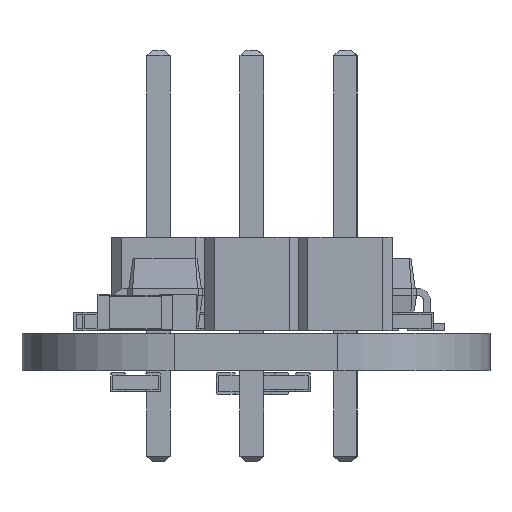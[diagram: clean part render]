
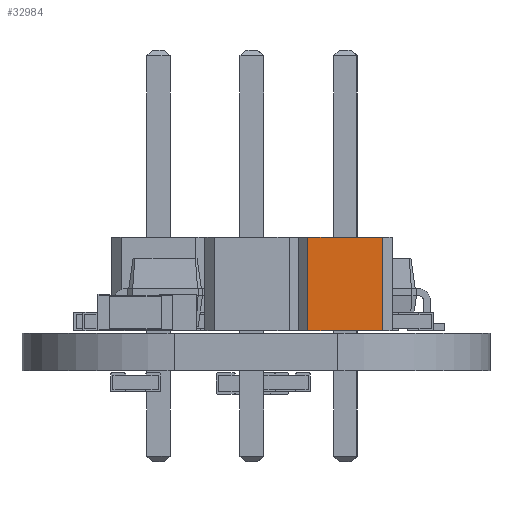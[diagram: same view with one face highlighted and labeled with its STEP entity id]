
A CAD part, front view. The second image highlights one B-rep face of the part: STEP entity #32984.
In plain terms, the highlighted face is planar.
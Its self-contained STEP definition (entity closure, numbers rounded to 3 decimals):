
#32235 = EDGE_CURVE('',#32236,#32238,#32240,.T.);
#32236 = VERTEX_POINT('',#32237);
#32237 = CARTESIAN_POINT('',(1.,-0.8,0.));
#32238 = VERTEX_POINT('',#32239);
#32239 = CARTESIAN_POINT('',(1.,-0.8,2.));
#32240 = SURFACE_CURVE('',#32241,(#32245,#32257),.PCURVE_S1.);
#32241 = LINE('',#32242,#32243);
#32242 = CARTESIAN_POINT('',(1.,-0.8,0.));
#32243 = VECTOR('',#32244,1.);
#32244 = DIRECTION('',(0.,0.,1.));
#32245 = PCURVE('',#32246,#32251);
#32246 = PLANE('',#32247);
#32247 = AXIS2_PLACEMENT_3D('',#32248,#32249,#32250);
#32248 = CARTESIAN_POINT('',(0.9,-0.9,0.));
#32249 = DIRECTION('',(0.707,-0.707,0.));
#32250 = DIRECTION('',(0.,0.,-1.));
#32251 = DEFINITIONAL_REPRESENTATION('',(#32252),#32256);
#32252 = LINE('',#32253,#32254);
#32253 = CARTESIAN_POINT('',(0.,0.141));
#32254 = VECTOR('',#32255,1.);
#32255 = DIRECTION('',(-1.,0.));
#32256 = ( GEOMETRIC_REPRESENTATION_CONTEXT(2) 
PARAMETRIC_REPRESENTATION_CONTEXT() REPRESENTATION_CONTEXT('2D SPACE',''
  ) );
#32257 = PCURVE('',#32258,#32263);
#32258 = PLANE('',#32259);
#32259 = AXIS2_PLACEMENT_3D('',#32260,#32261,#32262);
#32260 = CARTESIAN_POINT('',(1.,-1.,0.));
#32261 = DIRECTION('',(-1.,0.,0.));
#32262 = DIRECTION('',(0.,1.,0.));
#32263 = DEFINITIONAL_REPRESENTATION('',(#32264),#32268);
#32264 = LINE('',#32265,#32266);
#32265 = CARTESIAN_POINT('',(0.2,0.));
#32266 = VECTOR('',#32267,1.);
#32267 = DIRECTION('',(0.,-1.));
#32268 = ( GEOMETRIC_REPRESENTATION_CONTEXT(2) 
PARAMETRIC_REPRESENTATION_CONTEXT() REPRESENTATION_CONTEXT('2D SPACE',''
  ) );
#32286 = PLANE('',#32287);
#32287 = AXIS2_PLACEMENT_3D('',#32288,#32289,#32290);
#32288 = CARTESIAN_POINT('',(0.,-1.,2.));
#32289 = DIRECTION('',(0.,0.,1.));
#32290 = DIRECTION('',(0.,-1.,0.));
#32340 = PLANE('',#32341);
#32341 = AXIS2_PLACEMENT_3D('',#32342,#32343,#32344);
#32342 = CARTESIAN_POINT('',(0.,-1.,0.));
#32343 = DIRECTION('',(0.,0.,-1.));
#32344 = DIRECTION('',(0.,1.,0.));
#32442 = VERTEX_POINT('',#32443);
#32443 = CARTESIAN_POINT('',(1.,0.8,0.));
#32457 = PLANE('',#32458);
#32458 = AXIS2_PLACEMENT_3D('',#32459,#32460,#32461);
#32459 = CARTESIAN_POINT('',(0.9,0.9,0.));
#32460 = DIRECTION('',(0.707,0.707,0.));
#32461 = DIRECTION('',(0.,0.,-1.));
#32469 = EDGE_CURVE('',#32236,#32442,#32470,.T.);
#32470 = SURFACE_CURVE('',#32471,(#32475,#32482),.PCURVE_S1.);
#32471 = LINE('',#32472,#32473);
#32472 = CARTESIAN_POINT('',(1.,-1.,0.));
#32473 = VECTOR('',#32474,1.);
#32474 = DIRECTION('',(0.,1.,0.));
#32475 = PCURVE('',#32340,#32476);
#32476 = DEFINITIONAL_REPRESENTATION('',(#32477),#32481);
#32477 = LINE('',#32478,#32479);
#32478 = CARTESIAN_POINT('',(0.,1.));
#32479 = VECTOR('',#32480,1.);
#32480 = DIRECTION('',(1.,0.));
#32481 = ( GEOMETRIC_REPRESENTATION_CONTEXT(2) 
PARAMETRIC_REPRESENTATION_CONTEXT() REPRESENTATION_CONTEXT('2D SPACE',''
  ) );
#32482 = PCURVE('',#32258,#32483);
#32483 = DEFINITIONAL_REPRESENTATION('',(#32484),#32488);
#32484 = LINE('',#32485,#32486);
#32485 = CARTESIAN_POINT('',(0.,0.));
#32486 = VECTOR('',#32487,1.);
#32487 = DIRECTION('',(1.,0.));
#32488 = ( GEOMETRIC_REPRESENTATION_CONTEXT(2) 
PARAMETRIC_REPRESENTATION_CONTEXT() REPRESENTATION_CONTEXT('2D SPACE',''
  ) );
#32984 = ADVANCED_FACE('',(#32985),#32258,.F.);
#32985 = FACE_BOUND('',#32986,.F.);
#32986 = EDGE_LOOP('',(#32987,#32988,#32989,#33012));
#32987 = ORIENTED_EDGE('',*,*,#32469,.F.);
#32988 = ORIENTED_EDGE('',*,*,#32235,.T.);
#32989 = ORIENTED_EDGE('',*,*,#32990,.T.);
#32990 = EDGE_CURVE('',#32238,#32991,#32993,.T.);
#32991 = VERTEX_POINT('',#32992);
#32992 = CARTESIAN_POINT('',(1.,0.8,2.));
#32993 = SURFACE_CURVE('',#32994,(#32998,#33005),.PCURVE_S1.);
#32994 = LINE('',#32995,#32996);
#32995 = CARTESIAN_POINT('',(1.,-1.,2.));
#32996 = VECTOR('',#32997,1.);
#32997 = DIRECTION('',(0.,1.,0.));
#32998 = PCURVE('',#32258,#32999);
#32999 = DEFINITIONAL_REPRESENTATION('',(#33000),#33004);
#33000 = LINE('',#33001,#33002);
#33001 = CARTESIAN_POINT('',(0.,-2.));
#33002 = VECTOR('',#33003,1.);
#33003 = DIRECTION('',(1.,0.));
#33004 = ( GEOMETRIC_REPRESENTATION_CONTEXT(2) 
PARAMETRIC_REPRESENTATION_CONTEXT() REPRESENTATION_CONTEXT('2D SPACE',''
  ) );
#33005 = PCURVE('',#32286,#33006);
#33006 = DEFINITIONAL_REPRESENTATION('',(#33007),#33011);
#33007 = LINE('',#33008,#33009);
#33008 = CARTESIAN_POINT('',(0.,1.));
#33009 = VECTOR('',#33010,1.);
#33010 = DIRECTION('',(-1.,0.));
#33011 = ( GEOMETRIC_REPRESENTATION_CONTEXT(2) 
PARAMETRIC_REPRESENTATION_CONTEXT() REPRESENTATION_CONTEXT('2D SPACE',''
  ) );
#33012 = ORIENTED_EDGE('',*,*,#33013,.F.);
#33013 = EDGE_CURVE('',#32442,#32991,#33014,.T.);
#33014 = SURFACE_CURVE('',#33015,(#33019,#33026),.PCURVE_S1.);
#33015 = LINE('',#33016,#33017);
#33016 = CARTESIAN_POINT('',(1.,0.8,0.));
#33017 = VECTOR('',#33018,1.);
#33018 = DIRECTION('',(0.,0.,1.));
#33019 = PCURVE('',#32258,#33020);
#33020 = DEFINITIONAL_REPRESENTATION('',(#33021),#33025);
#33021 = LINE('',#33022,#33023);
#33022 = CARTESIAN_POINT('',(1.8,0.));
#33023 = VECTOR('',#33024,1.);
#33024 = DIRECTION('',(0.,-1.));
#33025 = ( GEOMETRIC_REPRESENTATION_CONTEXT(2) 
PARAMETRIC_REPRESENTATION_CONTEXT() REPRESENTATION_CONTEXT('2D SPACE',''
  ) );
#33026 = PCURVE('',#32457,#33027);
#33027 = DEFINITIONAL_REPRESENTATION('',(#33028),#33032);
#33028 = LINE('',#33029,#33030);
#33029 = CARTESIAN_POINT('',(0.,-0.141));
#33030 = VECTOR('',#33031,1.);
#33031 = DIRECTION('',(-1.,0.));
#33032 = ( GEOMETRIC_REPRESENTATION_CONTEXT(2) 
PARAMETRIC_REPRESENTATION_CONTEXT() REPRESENTATION_CONTEXT('2D SPACE',''
  ) );
